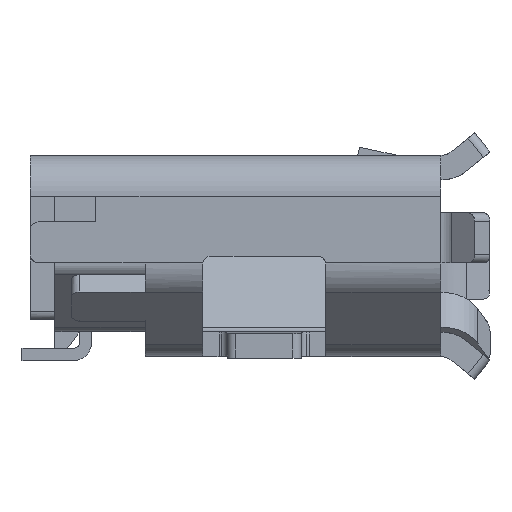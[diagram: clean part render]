
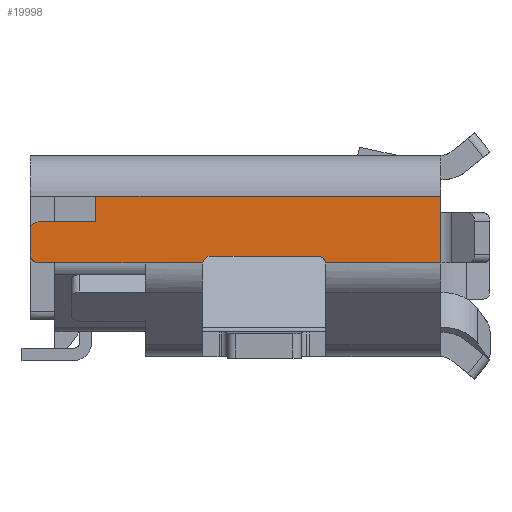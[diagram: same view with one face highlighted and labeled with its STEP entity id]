
A CAD part, left-side view. The second image highlights one B-rep face of the part: STEP entity #19998.
In plain terms, the highlighted planar face has unit normal (-1, 0, 0).
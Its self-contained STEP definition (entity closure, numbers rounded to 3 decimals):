
#276 = EDGE_CURVE ( 'NONE', #21289, #6245, #11059, .T. ) ;
#463 = CARTESIAN_POINT ( 'NONE',  ( -7.1, 0.391, -0.036 ) ) ;
#571 = VECTOR ( 'NONE', #23614, 1000. ) ;
#751 = CARTESIAN_POINT ( 'NONE',  ( -7.1, 2.5, -0.085 ) ) ;
#916 = VERTEX_POINT ( 'NONE', #7097 ) ;
#964 = CARTESIAN_POINT ( 'NONE',  ( -7.1, -1.091, -0.035 ) ) ;
#1056 = CARTESIAN_POINT ( 'NONE',  ( -7.1, 2.499, 0.372 ) ) ;
#1080 = ORIENTED_EDGE ( 'NONE', *, *, #276, .T. ) ;
#1135 = ORIENTED_EDGE ( 'NONE', *, *, #21874, .T. ) ;
#2107 = CARTESIAN_POINT ( 'NONE',  ( -7.1, -2.5, -0.168 ) ) ;
#2202 = VERTEX_POINT ( 'NONE', #12888 ) ;
#2673 = LINE ( 'NONE', #24549, #25936 ) ;
#2709 = ORIENTED_EDGE ( 'NONE', *, *, #17503, .T. ) ;
#2714 = LINE ( 'NONE', #14409, #16080 ) ;
#2834 = LINE ( 'NONE', #3585, #28562 ) ;
#3198 = DIRECTION ( 'NONE',  ( 0., 0., -1. ) ) ;
#3532 = EDGE_CURVE ( 'NONE', #28789, #916, #13260, .T. ) ;
#3585 = CARTESIAN_POINT ( 'NONE',  ( -7.1, 2.5, -0.085 ) ) ;
#3742 = CARTESIAN_POINT ( 'NONE',  ( -7.1, 1.7, -0.168 ) ) ;
#3943 = CARTESIAN_POINT ( 'NONE',  ( -7.1, 2.5, 0.725 ) ) ;
#4621 = VERTEX_POINT ( 'NONE', #8092 ) ;
#4706 = ORIENTED_EDGE ( 'NONE', *, *, #15978, .F. ) ;
#4910 = DIRECTION ( 'NONE',  ( 0., -1., 0. ) ) ;
#4988 = CARTESIAN_POINT ( 'NONE',  ( -7.1, 2.4, 0.415 ) ) ;
#5195 = CARTESIAN_POINT ( 'NONE',  ( -7.1, 2.5, 0.315 ) ) ;
#5196 = CARTESIAN_POINT ( 'NONE',  ( -7.1, -1.05, -0.001 ) ) ;
#5370 = EDGE_CURVE ( 'NONE', #9745, #2202, #8406, .T. ) ;
#5396 = VERTEX_POINT ( 'NONE', #4988 ) ;
#5678 = EDGE_CURVE ( 'NONE', #12300, #10243, #2834, .T. ) ;
#5894 = CARTESIAN_POINT ( 'NONE',  ( -7.1, 1.1, -0.085 ) ) ;
#6245 = VERTEX_POINT ( 'NONE', #8794 ) ;
#6667 = DIRECTION ( 'NONE',  ( 0., 0., 1. ) ) ;
#6968 = VECTOR ( 'NONE', #17926, 1000. ) ;
#7046 = VECTOR ( 'NONE', #4910, 1000. ) ;
#7078 = EDGE_CURVE ( 'NONE', #20933, #21289, #2714, .T. ) ;
#7097 = CARTESIAN_POINT ( 'NONE',  ( -7.1, 1.7, 0.415 ) ) ;
#7154 = ORIENTED_EDGE ( 'NONE', *, *, #3532, .T. ) ;
#7351 = VERTEX_POINT ( 'NONE', #10996 ) ;
#7381 = CARTESIAN_POINT ( 'NONE',  ( -7.1, 0.351, -0.001 ) ) ;
#7452 = EDGE_CURVE ( 'NONE', #10243, #7835, #12912, .T. ) ;
#7835 = VERTEX_POINT ( 'NONE', #9274 ) ;
#8042 = EDGE_CURVE ( 'NONE', #7351, #12300, #24818, .T. ) ;
#8086 = CARTESIAN_POINT ( 'NONE',  ( -7.1, 2.5, -0.168 ) ) ;
#8092 = CARTESIAN_POINT ( 'NONE',  ( -7.1, -2.5, 0.725 ) ) ;
#8125 = DIRECTION ( 'NONE',  ( 0., -1., 0. ) ) ;
#8126 = LINE ( 'NONE', #3943, #18985 ) ;
#8306 = DIRECTION ( 'NONE',  ( 0., 0., -1. ) ) ;
#8406 = B_SPLINE_CURVE_WITH_KNOTS ( 'NONE', 3,
 ( #21016, #463, #7381, #20735 ),
 .UNSPECIFIED., .F., .F.,
 ( 4, 4 ),
 ( 0., 1. ),
 .UNSPECIFIED. ) ;
#8794 = CARTESIAN_POINT ( 'NONE',  ( -7.1, 2.4, -0.085 ) ) ;
#8854 = B_SPLINE_CURVE_WITH_KNOTS ( 'NONE', 3,
 ( #16476, #9921, #1056, #5195 ),
 .UNSPECIFIED., .F., .F.,
 ( 4, 4 ),
 ( 0., 1. ),
 .UNSPECIFIED. ) ;
#9274 = CARTESIAN_POINT ( 'NONE',  ( -7.1, -2.5, 0.525 ) ) ;
#9383 = FACE_OUTER_BOUND ( 'NONE', #25772, .T. ) ;
#9745 = VERTEX_POINT ( 'NONE', #17913 ) ;
#9921 = CARTESIAN_POINT ( 'NONE',  ( -7.1, 2.455, 0.414 ) ) ;
#10243 = VERTEX_POINT ( 'NONE', #24003 ) ;
#10877 = CARTESIAN_POINT ( 'NONE',  ( -7.1, 2.5, 0.415 ) ) ;
#10996 = CARTESIAN_POINT ( 'NONE',  ( -7.1, -1., 0. ) ) ;
#11059 = B_SPLINE_CURVE_WITH_KNOTS ( 'NONE', 3,
 ( #26986, #15723, #20283, #20852 ),
 .UNSPECIFIED., .F., .F.,
 ( 4, 4 ),
 ( 0., 1. ),
 .UNSPECIFIED. ) ;
#11900 = ORIENTED_EDGE ( 'NONE', *, *, #19306, .T. ) ;
#12300 = VERTEX_POINT ( 'NONE', #23743 ) ;
#12514 = EDGE_CURVE ( 'NONE', #916, #5396, #15141, .T. ) ;
#12888 = CARTESIAN_POINT ( 'NONE',  ( -7.1, 0.3, 0. ) ) ;
#12912 = LINE ( 'NONE', #2107, #6968 ) ;
#13260 = LINE ( 'NONE', #3742, #29131 ) ;
#14409 = CARTESIAN_POINT ( 'NONE',  ( -7.1, 2.5, -0.168 ) ) ;
#14445 = VECTOR ( 'NONE', #28869, 1000. ) ;
#14504 = ORIENTED_EDGE ( 'NONE', *, *, #24453, .T. ) ;
#14670 = CARTESIAN_POINT ( 'NONE',  ( -7.1, 1.7, 0.725 ) ) ;
#14865 = VERTEX_POINT ( 'NONE', #5894 ) ;
#15141 = LINE ( 'NONE', #10877, #14445 ) ;
#15723 = CARTESIAN_POINT ( 'NONE',  ( -7.1, 2.499, -0.04 ) ) ;
#15766 = CARTESIAN_POINT ( 'NONE',  ( -7.1, 2.5, -0.085 ) ) ;
#15978 = EDGE_CURVE ( 'NONE', #28789, #4621, #8126, .T. ) ;
#16080 = VECTOR ( 'NONE', #3198, 1000. ) ;
#16476 = CARTESIAN_POINT ( 'NONE',  ( -7.1, 2.4, 0.415 ) ) ;
#16603 = ORIENTED_EDGE ( 'NONE', *, *, #7078, .T. ) ;
#17106 = ORIENTED_EDGE ( 'NONE', *, *, #5370, .T. ) ;
#17107 = LINE ( 'NONE', #25826, #571 ) ;
#17116 = ORIENTED_EDGE ( 'NONE', *, *, #8042, .T. ) ;
#17179 = DIRECTION ( 'NONE',  ( 0., 0., 1. ) ) ;
#17342 = ORIENTED_EDGE ( 'NONE', *, *, #22451, .T. ) ;
#17380 = ORIENTED_EDGE ( 'NONE', *, *, #7452, .T. ) ;
#17503 = EDGE_CURVE ( 'NONE', #7835, #4621, #2673, .T. ) ;
#17818 = ORIENTED_EDGE ( 'NONE', *, *, #5678, .T. ) ;
#17913 = CARTESIAN_POINT ( 'NONE',  ( -7.1, 0.399, -0.085 ) ) ;
#17926 = DIRECTION ( 'NONE',  ( 0., 0., 1. ) ) ;
#18985 = VECTOR ( 'NONE', #8125, 1000. ) ;
#19241 = ORIENTED_EDGE ( 'NONE', *, *, #12514, .T. ) ;
#19306 = EDGE_CURVE ( 'NONE', #2202, #7351, #17107, .T. ) ;
#19371 = CARTESIAN_POINT ( 'NONE',  ( -7.1, 2.5, 0.315 ) ) ;
#19399 = LINE ( 'NONE', #15766, #26439 ) ;
#19998 = ADVANCED_FACE ( 'NONE', ( #9383 ), #21529, .T. ) ;
#20283 = CARTESIAN_POINT ( 'NONE',  ( -7.1, 2.457, -0.084 ) ) ;
#20735 = CARTESIAN_POINT ( 'NONE',  ( -7.1, 0.3, 0. ) ) ;
#20852 = CARTESIAN_POINT ( 'NONE',  ( -7.1, 2.4, -0.085 ) ) ;
#20933 = VERTEX_POINT ( 'NONE', #19371 ) ;
#21016 = CARTESIAN_POINT ( 'NONE',  ( -7.1, 0.399, -0.085 ) ) ;
#21038 = CARTESIAN_POINT ( 'NONE',  ( -7.1, -1.099, -0.085 ) ) ;
#21289 = VERTEX_POINT ( 'NONE', #25341 ) ;
#21427 = DIRECTION ( 'NONE',  ( -1., 0., 0. ) ) ;
#21529 = PLANE ( 'NONE',  #28316 ) ;
#21874 = EDGE_CURVE ( 'NONE', #6245, #14865, #19399, .T. ) ;
#22395 = DIRECTION ( 'NONE',  ( 0., -1., 0. ) ) ;
#22451 = EDGE_CURVE ( 'NONE', #14865, #9745, #27092, .T. ) ;
#23614 = DIRECTION ( 'NONE',  ( 0., -1., 0. ) ) ;
#23743 = CARTESIAN_POINT ( 'NONE',  ( -7.1, -1.099, -0.085 ) ) ;
#24003 = CARTESIAN_POINT ( 'NONE',  ( -7.1, -2.5, -0.085 ) ) ;
#24453 = EDGE_CURVE ( 'NONE', #5396, #20933, #8854, .T. ) ;
#24549 = CARTESIAN_POINT ( 'NONE',  ( -7.1, -2.5, -0.168 ) ) ;
#24818 = B_SPLINE_CURVE_WITH_KNOTS ( 'NONE', 3,
 ( #25677, #5196, #964, #21038 ),
 .UNSPECIFIED., .F., .F.,
 ( 4, 4 ),
 ( 0., 1. ),
 .UNSPECIFIED. ) ;
#25341 = CARTESIAN_POINT ( 'NONE',  ( -7.1, 2.5, 0.015 ) ) ;
#25677 = CARTESIAN_POINT ( 'NONE',  ( -7.1, -1., 0. ) ) ;
#25772 = EDGE_LOOP ( 'NONE', ( #19241, #14504, #16603, #1080, #1135, #17342, #17106, #11900, #17116, #17818, #17380, #2709, #4706, #7154 ) ) ;
#25826 = CARTESIAN_POINT ( 'NONE',  ( -7.1, 2.5, 0. ) ) ;
#25936 = VECTOR ( 'NONE', #6667, 1000. ) ;
#26138 = DIRECTION ( 'NONE',  ( 0., -1., 0. ) ) ;
#26439 = VECTOR ( 'NONE', #22395, 1000. ) ;
#26986 = CARTESIAN_POINT ( 'NONE',  ( -7.1, 2.5, 0.015 ) ) ;
#27092 = LINE ( 'NONE', #751, #7046 ) ;
#28316 = AXIS2_PLACEMENT_3D ( 'NONE', #8086, #21427, #17179 ) ;
#28562 = VECTOR ( 'NONE', #26138, 1000. ) ;
#28789 = VERTEX_POINT ( 'NONE', #14670 ) ;
#28869 = DIRECTION ( 'NONE',  ( 0., 1., 0. ) ) ;
#29131 = VECTOR ( 'NONE', #8306, 1000. ) ;
